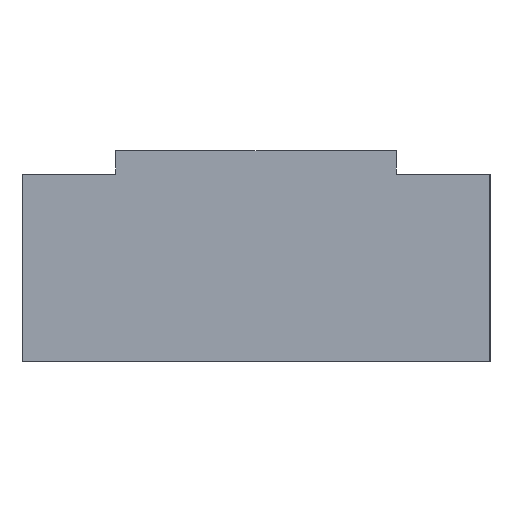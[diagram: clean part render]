
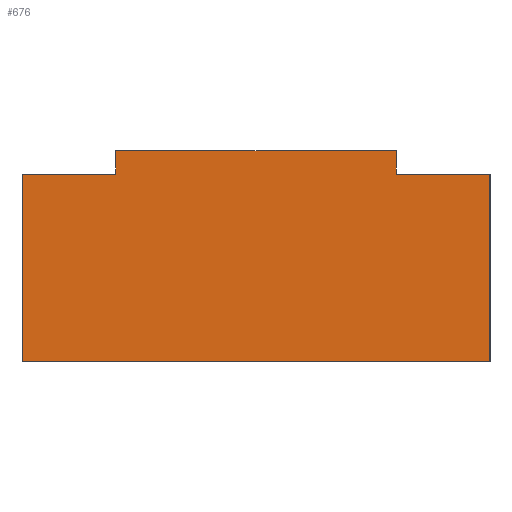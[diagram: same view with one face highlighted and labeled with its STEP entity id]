
A CAD part, left-side view. The second image highlights one B-rep face of the part: STEP entity #676.
In plain terms, the highlighted planar face has unit normal (-1, 0, 0).
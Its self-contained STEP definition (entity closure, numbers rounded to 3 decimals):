
#30=FACE_OUTER_BOUND('',#64,.T.);
#64=EDGE_LOOP('',(#495,#496,#497,#498,#499,#500,#501,#502));
#86=LINE('',#918,#182);
#88=LINE('',#924,#184);
#98=LINE('',#945,#194);
#131=LINE('',#1015,#227);
#132=LINE('',#1018,#228);
#133=LINE('',#1019,#229);
#134=LINE('',#1020,#230);
#135=LINE('',#1021,#231);
#182=VECTOR('',#750,10.);
#184=VECTOR('',#754,10.);
#194=VECTOR('',#768,10.);
#227=VECTOR('',#823,10.);
#228=VECTOR('',#826,10.);
#229=VECTOR('',#827,10.);
#230=VECTOR('',#828,10.);
#231=VECTOR('',#829,10.);
#275=VERTEX_POINT('',#911);
#278=VERTEX_POINT('',#916);
#280=VERTEX_POINT('',#921);
#281=VERTEX_POINT('',#923);
#287=VERTEX_POINT('',#938);
#290=VERTEX_POINT('',#943);
#316=VERTEX_POINT('',#1013);
#317=VERTEX_POINT('',#1017);
#342=EDGE_CURVE('',#278,#275,#86,.T.);
#344=EDGE_CURVE('',#280,#281,#88,.T.);
#354=EDGE_CURVE('',#290,#287,#98,.T.);
#387=EDGE_CURVE('',#316,#281,#131,.T.);
#388=EDGE_CURVE('',#317,#316,#132,.T.);
#389=EDGE_CURVE('',#280,#275,#133,.T.);
#390=EDGE_CURVE('',#287,#278,#134,.T.);
#391=EDGE_CURVE('',#317,#290,#135,.T.);
#495=ORIENTED_EDGE('',*,*,#388,.T.);
#496=ORIENTED_EDGE('',*,*,#387,.T.);
#497=ORIENTED_EDGE('',*,*,#344,.F.);
#498=ORIENTED_EDGE('',*,*,#389,.T.);
#499=ORIENTED_EDGE('',*,*,#342,.F.);
#500=ORIENTED_EDGE('',*,*,#390,.F.);
#501=ORIENTED_EDGE('',*,*,#354,.F.);
#502=ORIENTED_EDGE('',*,*,#391,.F.);
#642=PLANE('',#724);
#676=ADVANCED_FACE('',(#30),#642,.T.);
#724=AXIS2_PLACEMENT_3D('',#1016,#824,#825);
#750=DIRECTION('',(0.,-1.,0.));
#754=DIRECTION('',(0.,-1.,0.));
#768=DIRECTION('',(0.,-1.,0.));
#823=DIRECTION('',(0.,0.,1.));
#824=DIRECTION('center_axis',(-1.,0.,0.));
#825=DIRECTION('ref_axis',(0.,-1.,0.));
#826=DIRECTION('',(0.,-1.,0.));
#827=DIRECTION('',(0.,0.,1.));
#828=DIRECTION('',(0.,0.,1.));
#829=DIRECTION('',(0.,0.,1.));
#911=CARTESIAN_POINT('',(-1.05,-0.3,0.45));
#916=CARTESIAN_POINT('',(-1.05,0.3,0.45));
#918=CARTESIAN_POINT('',(-1.05,-0.3,0.45));
#921=CARTESIAN_POINT('',(-1.05,-0.3,0.4));
#923=CARTESIAN_POINT('',(-1.05,-0.5,0.4));
#924=CARTESIAN_POINT('',(-1.05,0.5,0.4));
#938=CARTESIAN_POINT('',(-1.05,0.3,0.4));
#943=CARTESIAN_POINT('',(-1.05,0.5,0.4));
#945=CARTESIAN_POINT('',(-1.05,0.5,0.4));
#1013=CARTESIAN_POINT('',(-1.05,-0.5,0.));
#1015=CARTESIAN_POINT('',(-1.05,-0.5,0.));
#1016=CARTESIAN_POINT('Origin',(-1.05,0.5,0.));
#1017=CARTESIAN_POINT('',(-1.05,0.5,0.));
#1018=CARTESIAN_POINT('',(-1.05,0.5,0.));
#1019=CARTESIAN_POINT('',(-1.05,-0.3,0.4));
#1020=CARTESIAN_POINT('',(-1.05,0.3,0.4));
#1021=CARTESIAN_POINT('',(-1.05,0.5,0.));
